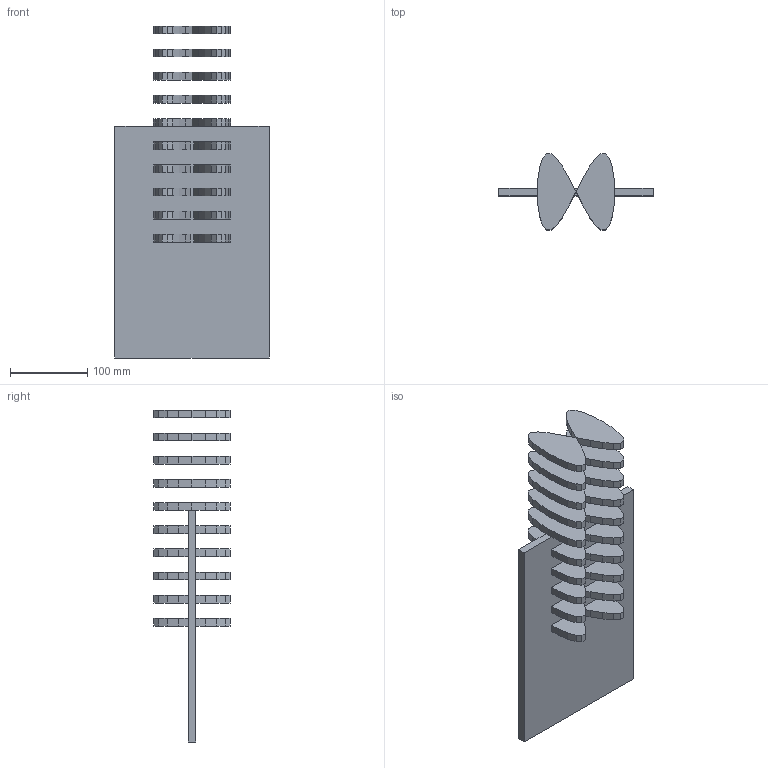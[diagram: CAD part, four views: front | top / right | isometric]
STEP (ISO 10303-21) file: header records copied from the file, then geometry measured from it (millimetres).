
FILE_DESCRIPTION(('Open CASCADE Model'),'2;1');
FILE_NAME('Open CASCADE Shape Model','2024-05-30T14:05:47',('Author'),( 'Open CASCADE'),'Open CASCADE STEP processor 7.7','Open CASCADE 7.7' ,'Unknown');
FILE_SCHEMA(('AUTOMOTIVE_DESIGN { 1 0 10303 214 1 1 1 1 }'));
Length unit declared in the file: millimetre
Products named in the file (10): Open CASCADE STEP translator 7.7 37; Open CASCADE STEP translator 7.7 37.1; Open CASCADE STEP translator 7.7 37.2; Open CASCADE STEP translator 7.7 37.3; Open CASCADE STEP translator 7.7 37.4; Open CASCADE STEP translator 7.7 37.5; Open CASCADE STEP translator 7.7 37.6; Open CASCADE STEP translator 7.7 37.7; Open CASCADE STEP translator 7.7 37.8; Open CASCADE STEP translator 7.7 37.9
Assembly tree (9 placements, depth 2):
  Open CASCADE STEP translator 7.7 37
    Open CASCADE STEP translator 7.7 37.1
    Open CASCADE STEP translator 7.7 37.2
    Open CASCADE STEP translator 7.7 37.3
    Open CASCADE STEP translator 7.7 37.4
    Open CASCADE STEP translator 7.7 37.5
    Open CASCADE STEP translator 7.7 37.6
    Open CASCADE STEP translator 7.7 37.7
    Open CASCADE STEP translator 7.7 37.8
    Open CASCADE STEP translator 7.7 37.9
Bounding box: 200 x 98.48 x 430 mm (x, y, z)
Volume: 1209598.2 mm3; surface area: 285355.9 mm2
Topology: 9 solids, 9 shells, 431 faces, 1167 edges, 774 vertices
Faces by surface type: plane 431
Entity records: 28414 total; most frequent: CARTESIAN_POINT 4876, DIRECTION 4223, LINE 3341, VECTOR 3341, ORIENTED_EDGE 2336, PCURVE 2334, DEFINITIONAL_REPRESENTATION 2334, EDGE_CURVE 1167
